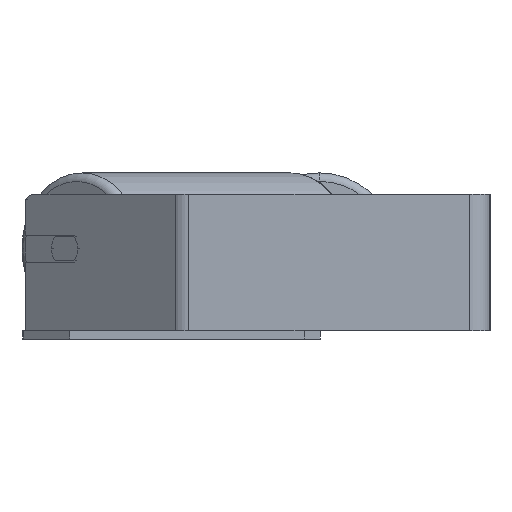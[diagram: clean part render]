
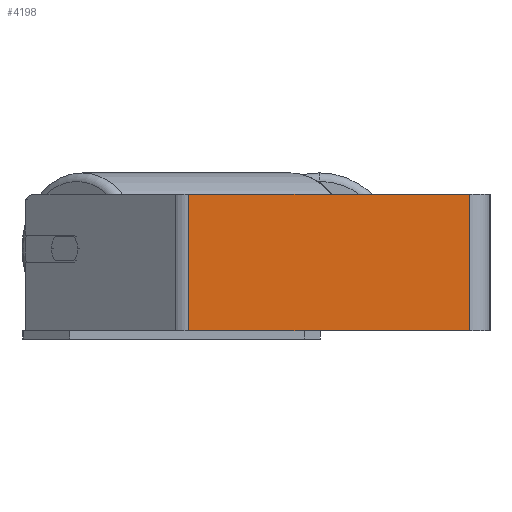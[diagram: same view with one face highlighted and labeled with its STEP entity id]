
A CAD part, left-side view. The second image highlights one B-rep face of the part: STEP entity #4198.
In plain terms, the highlighted planar face has unit normal (-1, 0, 0).
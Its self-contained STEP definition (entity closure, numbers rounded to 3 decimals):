
#503 = EDGE_LOOP ( 'NONE', ( #5899, #7309, #1078, #2269 ) ) ;
#509 = DIRECTION ( 'NONE',  ( 0., -1., 0. ) ) ;
#810 = VERTEX_POINT ( 'NONE', #6140 ) ;
#978 = EDGE_CURVE ( 'NONE', #1541, #810, #6483, .T. ) ;
#1078 = ORIENTED_EDGE ( 'NONE', *, *, #978, .F. ) ;
#1098 = EDGE_CURVE ( 'NONE', #5977, #6313, #8726, .T. ) ;
#1539 = DIRECTION ( 'NONE',  ( 0., 0., -1. ) ) ;
#1541 = VERTEX_POINT ( 'NONE', #3262 ) ;
#1824 = AXIS2_PLACEMENT_3D ( 'NONE', #2886, #2971, #4987 ) ;
#2269 = ORIENTED_EDGE ( 'NONE', *, *, #7222, .T. ) ;
#2294 = CARTESIAN_POINT ( 'NONE',  ( -360., 12., 40. ) ) ;
#2484 = VECTOR ( 'NONE', #509, 1000. ) ;
#2886 = CARTESIAN_POINT ( 'NONE',  ( -360., 181.109, 40. ) ) ;
#2927 = PLANE ( 'NONE',  #1824 ) ;
#2971 = DIRECTION ( 'NONE',  ( 1., 0., 0. ) ) ;
#3012 = LINE ( 'NONE', #2294, #6947 ) ;
#3041 = VECTOR ( 'NONE', #7904, 1000. ) ;
#3262 = CARTESIAN_POINT ( 'NONE',  ( -360., 176.741, 40. ) ) ;
#3777 = CARTESIAN_POINT ( 'NONE',  ( -360., 181.109, -40. ) ) ;
#4198 = ADVANCED_FACE ( 'NONE', ( #5682 ), #2927, .F. ) ;
#4219 = EDGE_CURVE ( 'NONE', #810, #6313, #3012, .T. ) ;
#4721 = DIRECTION ( 'NONE',  ( 0., 0., -1. ) ) ;
#4987 = DIRECTION ( 'NONE',  ( 0., 0., -1. ) ) ;
#5682 = FACE_OUTER_BOUND ( 'NONE', #503, .T. ) ;
#5899 = ORIENTED_EDGE ( 'NONE', *, *, #1098, .T. ) ;
#5977 = VERTEX_POINT ( 'NONE', #6855 ) ;
#6140 = CARTESIAN_POINT ( 'NONE',  ( -360., 12., 40. ) ) ;
#6313 = VERTEX_POINT ( 'NONE', #6509 ) ;
#6329 = VECTOR ( 'NONE', #4721, 1000. ) ;
#6363 = CARTESIAN_POINT ( 'NONE',  ( -360., 181.109, 40. ) ) ;
#6483 = LINE ( 'NONE', #6363, #3041 ) ;
#6509 = CARTESIAN_POINT ( 'NONE',  ( -360., 12., -40. ) ) ;
#6719 = CARTESIAN_POINT ( 'NONE',  ( -360., 176.741, 40. ) ) ;
#6855 = CARTESIAN_POINT ( 'NONE',  ( -360., 176.741, -40. ) ) ;
#6947 = VECTOR ( 'NONE', #1539, 1000. ) ;
#7222 = EDGE_CURVE ( 'NONE', #1541, #5977, #8773, .T. ) ;
#7309 = ORIENTED_EDGE ( 'NONE', *, *, #4219, .F. ) ;
#7904 = DIRECTION ( 'NONE',  ( 0., -1., 0. ) ) ;
#8726 = LINE ( 'NONE', #3777, #2484 ) ;
#8773 = LINE ( 'NONE', #6719, #6329 ) ;
